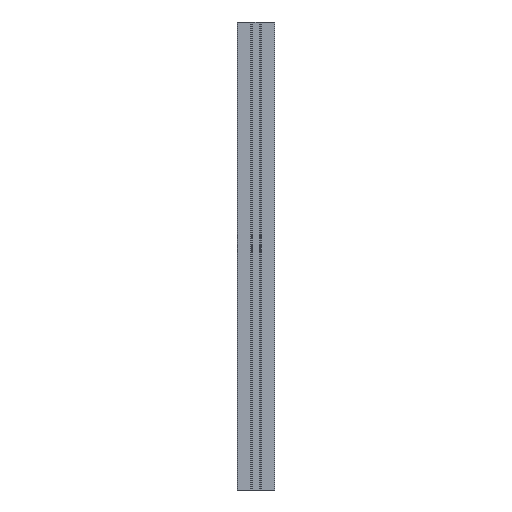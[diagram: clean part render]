
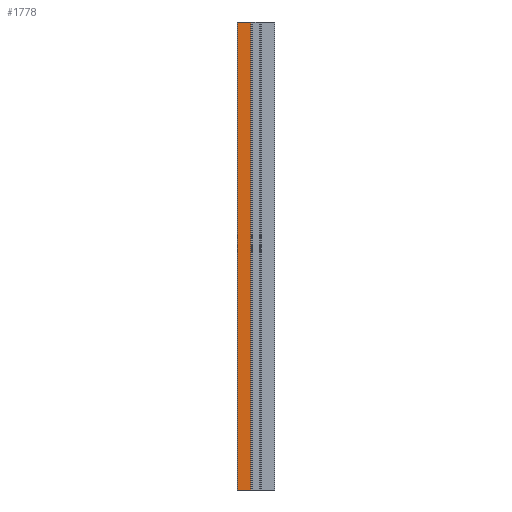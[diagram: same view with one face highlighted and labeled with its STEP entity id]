
A CAD part, left-side view. The second image highlights one B-rep face of the part: STEP entity #1778.
In plain terms, the highlighted planar face has unit normal (-1, 0, 0).
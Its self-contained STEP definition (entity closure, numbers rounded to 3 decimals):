
#111 = VECTOR ( 'NONE', #14142, 1000. ) ;
#460 = ORIENTED_EDGE ( 'NONE', *, *, #3228, .T. ) ;
#559 = DIRECTION ( 'NONE',  ( 0., 1., 0. ) ) ;
#1778 = ADVANCED_FACE ( 'NONE', ( #8242 ), #10029, .F. ) ;
#2700 = AXIS2_PLACEMENT_3D ( 'NONE', #6528, #7728, #559 ) ;
#2873 = CARTESIAN_POINT ( 'NONE',  ( -20., 19.5, 0. ) ) ;
#3228 = EDGE_CURVE ( 'NONE', #6634, #4243, #14792, .T. ) ;
#3284 = LINE ( 'NONE', #6896, #111 ) ;
#3852 = ORIENTED_EDGE ( 'NONE', *, *, #14286, .T. ) ;
#4243 = VERTEX_POINT ( 'NONE', #14313 ) ;
#5233 = VECTOR ( 'NONE', #11781, 1000. ) ;
#5851 = VECTOR ( 'NONE', #13239, 1000. ) ;
#5956 = CARTESIAN_POINT ( 'NONE',  ( -20., 5.4, 500. ) ) ;
#6528 = CARTESIAN_POINT ( 'NONE',  ( -20., 19.5, 500. ) ) ;
#6634 = VERTEX_POINT ( 'NONE', #2873 ) ;
#6896 = CARTESIAN_POINT ( 'NONE',  ( -20., 19.5, 500. ) ) ;
#7682 = LINE ( 'NONE', #5956, #10886 ) ;
#7728 = DIRECTION ( 'NONE',  ( 1., 0., 0. ) ) ;
#7823 = EDGE_LOOP ( 'NONE', ( #460, #10120, #10655, #3852 ) ) ;
#8097 = EDGE_CURVE ( 'NONE', #15213, #9572, #9033, .T. ) ;
#8161 = CARTESIAN_POINT ( 'NONE',  ( -20., 19.5, 0. ) ) ;
#8242 = FACE_OUTER_BOUND ( 'NONE', #7823, .T. ) ;
#9033 = LINE ( 'NONE', #10814, #5851 ) ;
#9470 = EDGE_CURVE ( 'NONE', #9572, #4243, #7682, .T. ) ;
#9572 = VERTEX_POINT ( 'NONE', #14448 ) ;
#10029 = PLANE ( 'NONE',  #2700 ) ;
#10120 = ORIENTED_EDGE ( 'NONE', *, *, #9470, .F. ) ;
#10655 = ORIENTED_EDGE ( 'NONE', *, *, #8097, .F. ) ;
#10814 = CARTESIAN_POINT ( 'NONE',  ( -20., 19.5, 500. ) ) ;
#10886 = VECTOR ( 'NONE', #14340, 1000. ) ;
#11781 = DIRECTION ( 'NONE',  ( 0., -1., 0. ) ) ;
#13239 = DIRECTION ( 'NONE',  ( 0., -1., 0. ) ) ;
#14072 = CARTESIAN_POINT ( 'NONE',  ( -20., 19.5, 500. ) ) ;
#14142 = DIRECTION ( 'NONE',  ( 0., 0., -1. ) ) ;
#14286 = EDGE_CURVE ( 'NONE', #15213, #6634, #3284, .T. ) ;
#14313 = CARTESIAN_POINT ( 'NONE',  ( -20., 5.4, 0. ) ) ;
#14340 = DIRECTION ( 'NONE',  ( 0., 0., -1. ) ) ;
#14448 = CARTESIAN_POINT ( 'NONE',  ( -20., 5.4, 500. ) ) ;
#14792 = LINE ( 'NONE', #8161, #5233 ) ;
#15213 = VERTEX_POINT ( 'NONE', #14072 ) ;
